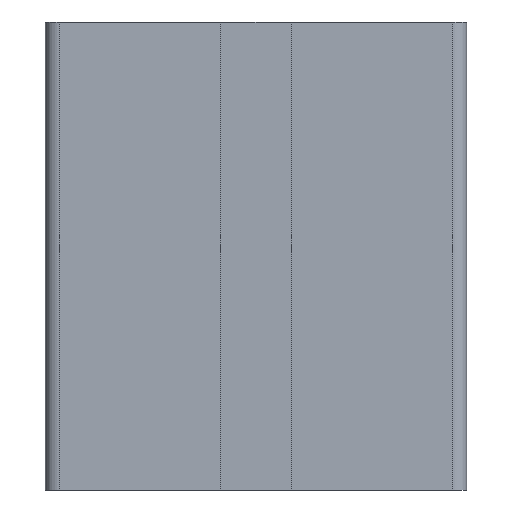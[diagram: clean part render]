
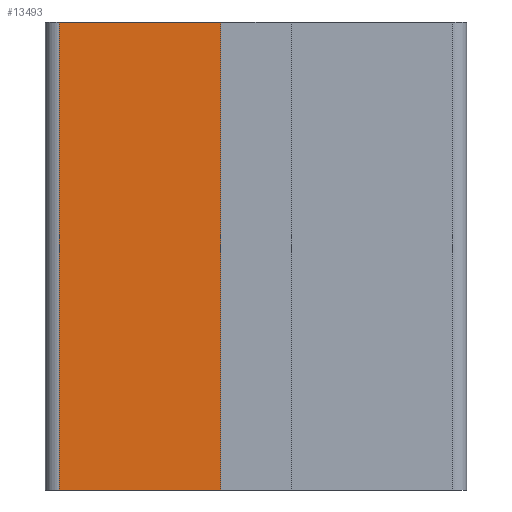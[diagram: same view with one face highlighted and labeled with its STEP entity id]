
A CAD part, front view. The second image highlights one B-rep face of the part: STEP entity #13493.
In plain terms, the highlighted planar face has unit normal (0, -1, 0).
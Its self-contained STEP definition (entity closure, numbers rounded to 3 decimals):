
#72 = PLANE('',#73);
#73 = AXIS2_PLACEMENT_3D('',#74,#75,#76);
#74 = CARTESIAN_POINT('',(-3.773,2.524,-50.));
#75 = DIRECTION('',(0.,0.,1.));
#76 = DIRECTION('',(1.,0.,-0.));
#126 = PLANE('',#127);
#127 = AXIS2_PLACEMENT_3D('',#128,#129,#130);
#128 = CARTESIAN_POINT('',(-3.773,2.524,50.));
#129 = DIRECTION('',(0.,0.,1.));
#130 = DIRECTION('',(1.,0.,-0.));
#11668 = VERTEX_POINT('',#11669);
#11669 = CARTESIAN_POINT('',(-7.5,-22.5,-50.));
#11683 = PLANE('',#11684);
#11684 = AXIS2_PLACEMENT_3D('',#11685,#11686,#11687);
#11685 = CARTESIAN_POINT('',(-7.5,-22.5,0.));
#11686 = DIRECTION('',(1.,0.,0.));
#11687 = DIRECTION('',(0.,1.,0.));
#11695 = EDGE_CURVE('',#11668,#11696,#11698,.T.);
#11696 = VERTEX_POINT('',#11697);
#11697 = CARTESIAN_POINT('',(-42.,-22.5,-50.));
#11698 = SURFACE_CURVE('',#11699,(#11703,#11710),.PCURVE_S1.);
#11699 = LINE('',#11700,#11701);
#11700 = CARTESIAN_POINT('',(-42.,-22.5,-50.));
#11701 = VECTOR('',#11702,1.);
#11702 = DIRECTION('',(-1.,0.,0.));
#11703 = PCURVE('',#72,#11704);
#11704 = DEFINITIONAL_REPRESENTATION('',(#11705),#11709);
#11705 = LINE('',#11706,#11707);
#11706 = CARTESIAN_POINT('',(-38.227,-25.024));
#11707 = VECTOR('',#11708,1.);
#11708 = DIRECTION('',(-1.,0.));
#11709 = ( GEOMETRIC_REPRESENTATION_CONTEXT(2) 
PARAMETRIC_REPRESENTATION_CONTEXT() REPRESENTATION_CONTEXT('2D SPACE',''
  ) );
#11710 = PCURVE('',#11711,#11716);
#11711 = PLANE('',#11712);
#11712 = AXIS2_PLACEMENT_3D('',#11713,#11714,#11715);
#11713 = CARTESIAN_POINT('',(-42.,-22.5,0.));
#11714 = DIRECTION('',(0.,-1.,0.));
#11715 = DIRECTION('',(1.,0.,0.));
#11716 = DEFINITIONAL_REPRESENTATION('',(#11717),#11721);
#11717 = LINE('',#11718,#11719);
#11718 = CARTESIAN_POINT('',(0.,-50.));
#11719 = VECTOR('',#11720,1.);
#11720 = DIRECTION('',(-1.,0.));
#11721 = ( GEOMETRIC_REPRESENTATION_CONTEXT(2) 
PARAMETRIC_REPRESENTATION_CONTEXT() REPRESENTATION_CONTEXT('2D SPACE',''
  ) );
#11744 = CYLINDRICAL_SURFACE('',#11745,3.);
#11745 = AXIS2_PLACEMENT_3D('',#11746,#11747,#11748);
#11746 = CARTESIAN_POINT('',(-42.,-19.5,0.));
#11747 = DIRECTION('',(0.,0.,1.));
#11748 = DIRECTION('',(-1.,0.,0.));
#13493 = ADVANCED_FACE('',(#13494),#11711,.T.);
#13494 = FACE_BOUND('',#13495,.T.);
#13495 = EDGE_LOOP('',(#13496,#13519,#13542,#13563));
#13496 = ORIENTED_EDGE('',*,*,#13497,.F.);
#13497 = EDGE_CURVE('',#13498,#11668,#13500,.T.);
#13498 = VERTEX_POINT('',#13499);
#13499 = CARTESIAN_POINT('',(-7.5,-22.5,50.));
#13500 = SURFACE_CURVE('',#13501,(#13505,#13512),.PCURVE_S1.);
#13501 = LINE('',#13502,#13503);
#13502 = CARTESIAN_POINT('',(-7.5,-22.5,0.));
#13503 = VECTOR('',#13504,1.);
#13504 = DIRECTION('',(0.,0.,-1.));
#13505 = PCURVE('',#11711,#13506);
#13506 = DEFINITIONAL_REPRESENTATION('',(#13507),#13511);
#13507 = LINE('',#13508,#13509);
#13508 = CARTESIAN_POINT('',(34.5,0.));
#13509 = VECTOR('',#13510,1.);
#13510 = DIRECTION('',(0.,-1.));
#13511 = ( GEOMETRIC_REPRESENTATION_CONTEXT(2) 
PARAMETRIC_REPRESENTATION_CONTEXT() REPRESENTATION_CONTEXT('2D SPACE',''
  ) );
#13512 = PCURVE('',#11683,#13513);
#13513 = DEFINITIONAL_REPRESENTATION('',(#13514),#13518);
#13514 = LINE('',#13515,#13516);
#13515 = CARTESIAN_POINT('',(0.,0.));
#13516 = VECTOR('',#13517,1.);
#13517 = DIRECTION('',(0.,-1.));
#13518 = ( GEOMETRIC_REPRESENTATION_CONTEXT(2) 
PARAMETRIC_REPRESENTATION_CONTEXT() REPRESENTATION_CONTEXT('2D SPACE',''
  ) );
#13519 = ORIENTED_EDGE('',*,*,#13520,.F.);
#13520 = EDGE_CURVE('',#13521,#13498,#13523,.T.);
#13521 = VERTEX_POINT('',#13522);
#13522 = CARTESIAN_POINT('',(-42.,-22.5,50.));
#13523 = SURFACE_CURVE('',#13524,(#13528,#13535),.PCURVE_S1.);
#13524 = LINE('',#13525,#13526);
#13525 = CARTESIAN_POINT('',(-42.,-22.5,50.));
#13526 = VECTOR('',#13527,1.);
#13527 = DIRECTION('',(1.,0.,0.));
#13528 = PCURVE('',#11711,#13529);
#13529 = DEFINITIONAL_REPRESENTATION('',(#13530),#13534);
#13530 = LINE('',#13531,#13532);
#13531 = CARTESIAN_POINT('',(0.,50.));
#13532 = VECTOR('',#13533,1.);
#13533 = DIRECTION('',(1.,0.));
#13534 = ( GEOMETRIC_REPRESENTATION_CONTEXT(2) 
PARAMETRIC_REPRESENTATION_CONTEXT() REPRESENTATION_CONTEXT('2D SPACE',''
  ) );
#13535 = PCURVE('',#126,#13536);
#13536 = DEFINITIONAL_REPRESENTATION('',(#13537),#13541);
#13537 = LINE('',#13538,#13539);
#13538 = CARTESIAN_POINT('',(-38.227,-25.024));
#13539 = VECTOR('',#13540,1.);
#13540 = DIRECTION('',(1.,0.));
#13541 = ( GEOMETRIC_REPRESENTATION_CONTEXT(2) 
PARAMETRIC_REPRESENTATION_CONTEXT() REPRESENTATION_CONTEXT('2D SPACE',''
  ) );
#13542 = ORIENTED_EDGE('',*,*,#13543,.F.);
#13543 = EDGE_CURVE('',#11696,#13521,#13544,.T.);
#13544 = SURFACE_CURVE('',#13545,(#13549,#13556),.PCURVE_S1.);
#13545 = LINE('',#13546,#13547);
#13546 = CARTESIAN_POINT('',(-42.,-22.5,0.));
#13547 = VECTOR('',#13548,1.);
#13548 = DIRECTION('',(0.,0.,1.));
#13549 = PCURVE('',#11711,#13550);
#13550 = DEFINITIONAL_REPRESENTATION('',(#13551),#13555);
#13551 = LINE('',#13552,#13553);
#13552 = CARTESIAN_POINT('',(0.,0.));
#13553 = VECTOR('',#13554,1.);
#13554 = DIRECTION('',(0.,1.));
#13555 = ( GEOMETRIC_REPRESENTATION_CONTEXT(2) 
PARAMETRIC_REPRESENTATION_CONTEXT() REPRESENTATION_CONTEXT('2D SPACE',''
  ) );
#13556 = PCURVE('',#11744,#13557);
#13557 = DEFINITIONAL_REPRESENTATION('',(#13558),#13562);
#13558 = LINE('',#13559,#13560);
#13559 = CARTESIAN_POINT('',(1.571,0.));
#13560 = VECTOR('',#13561,1.);
#13561 = DIRECTION('',(0.,1.));
#13562 = ( GEOMETRIC_REPRESENTATION_CONTEXT(2) 
PARAMETRIC_REPRESENTATION_CONTEXT() REPRESENTATION_CONTEXT('2D SPACE',''
  ) );
#13563 = ORIENTED_EDGE('',*,*,#11695,.F.);
